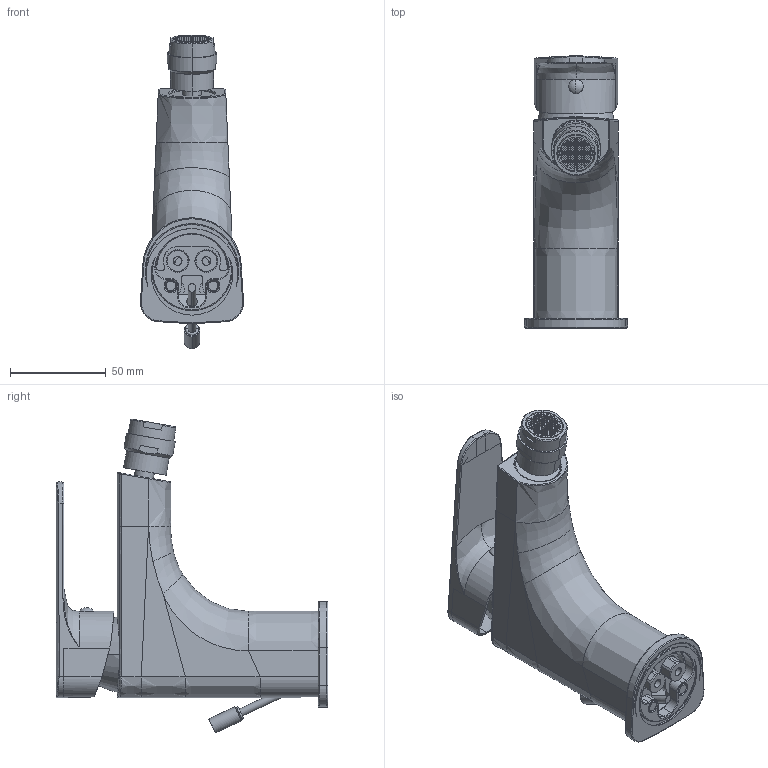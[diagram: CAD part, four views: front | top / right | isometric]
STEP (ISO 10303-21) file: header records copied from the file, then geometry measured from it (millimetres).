
FILE_DESCRIPTION((''),'2;1');
FILE_NAME('SY135CR','2021-05-04T11:40:05',('ut3'),('PAFFONI SpA'),'CREO PARAMETRIC BY PTC INC, 2020044','CREO PARAMETRIC BY PTC INC, 2020044','');
FILE_SCHEMA(('CONFIG_CONTROL_DESIGN','SHAPE_APPEARANCE_LAYERS_GROUPS'));
Products named in the file (1): SY135CR
Bounding box: 53.78 x 141.8 x 163.65 mm (x, y, z)
Volume: 170925.2 mm3; surface area: 110272.5 mm2
Topology: 4 solids, 4 shells, 2888 faces, 8253 edges, 5362 vertices
Faces by surface type: plane 2112, cylinder 402, torus 149, bspline 139, cone 72, sphere 12, extrusion 2
Entity records: 118578 total; most frequent: CARTESIAN_POINT 30747, ORIENTED_EDGE 16482, DIRECTION 15301, EDGE_CURVE 8241, VERTEX_POINT 5362, VECTOR 5277, LINE 5275, AXIS2_PLACEMENT_3D 5012
